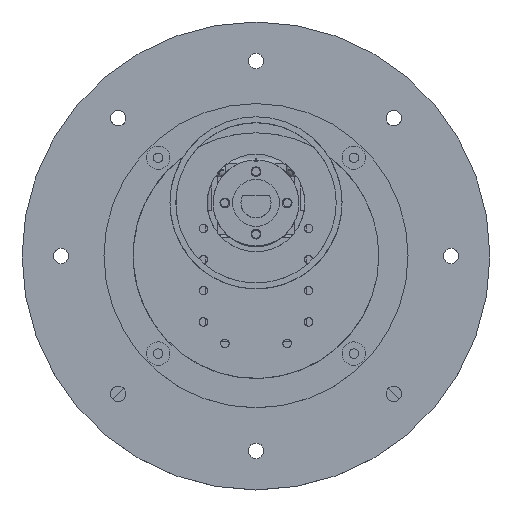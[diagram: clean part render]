
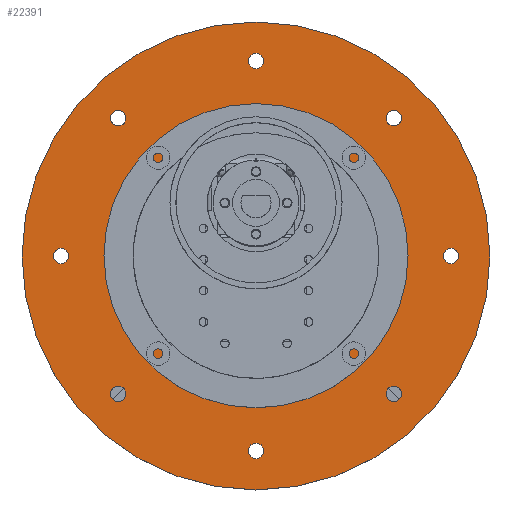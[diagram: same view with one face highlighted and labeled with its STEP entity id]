
A CAD part, top view. The second image highlights one B-rep face of the part: STEP entity #22391.
In plain terms, the highlighted planar face has unit normal (0, 0, 1).
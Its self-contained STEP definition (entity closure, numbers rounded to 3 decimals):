
#305=FACE_BOUND('',#7518,.T.);
#306=FACE_BOUND('',#7519,.T.);
#307=FACE_BOUND('',#7520,.T.);
#308=FACE_BOUND('',#7521,.T.);
#309=FACE_BOUND('',#7522,.T.);
#310=FACE_BOUND('',#7523,.T.);
#311=FACE_BOUND('',#7524,.T.);
#312=FACE_BOUND('',#7525,.T.);
#313=FACE_BOUND('',#7526,.T.);
#477=PLANE('',#23854);
#6265=FACE_OUTER_BOUND('',#7517,.T.);
#7517=EDGE_LOOP('',(#16055));
#7518=EDGE_LOOP('',(#16056,#16057));
#7519=EDGE_LOOP('',(#16058));
#7520=EDGE_LOOP('',(#16059));
#7521=EDGE_LOOP('',(#16060,#16061));
#7522=EDGE_LOOP('',(#16062,#16063));
#7523=EDGE_LOOP('',(#16064,#16065));
#7524=EDGE_LOOP('',(#16066));
#7525=EDGE_LOOP('',(#16067));
#7526=EDGE_LOOP('',(#16068,#16069));
#8820=CIRCLE('',#23645,60.);
#8821=CIRCLE('',#23647,2.);
#8822=CIRCLE('',#23648,2.);
#8832=CIRCLE('',#23662,2.);
#8833=CIRCLE('',#23663,2.);
#8835=CIRCLE('',#23667,2.);
#8836=CIRCLE('',#23668,2.);
#8837=CIRCLE('',#23670,2.);
#8838=CIRCLE('',#23671,2.);
#8873=CIRCLE('',#23715,31.5);
#8874=CIRCLE('',#23716,31.5);
#8943=CIRCLE('',#23845,2.);
#8945=CIRCLE('',#23848,2.);
#8947=CIRCLE('',#23851,2.);
#8948=CIRCLE('',#23853,2.);
#9852=VERTEX_POINT('',#32888);
#9853=VERTEX_POINT('',#32892);
#9854=VERTEX_POINT('',#32893);
#9864=VERTEX_POINT('',#32922);
#9865=VERTEX_POINT('',#32923);
#9866=VERTEX_POINT('',#32931);
#9867=VERTEX_POINT('',#32932);
#9868=VERTEX_POINT('',#32937);
#9869=VERTEX_POINT('',#32938);
#9915=VERTEX_POINT('',#33047);
#9916=VERTEX_POINT('',#33048);
#10009=VERTEX_POINT('',#33393);
#10010=VERTEX_POINT('',#33398);
#10011=VERTEX_POINT('',#33403);
#10012=VERTEX_POINT('',#33407);
#12130=EDGE_CURVE('',#9852,#9852,#8820,.T.);
#12132=EDGE_CURVE('',#9853,#9854,#8821,.T.);
#12134=EDGE_CURVE('',#9854,#9853,#8822,.T.);
#12147=EDGE_CURVE('',#9864,#9865,#8832,.T.);
#12149=EDGE_CURVE('',#9865,#9864,#8833,.T.);
#12152=EDGE_CURVE('',#9866,#9867,#8835,.T.);
#12154=EDGE_CURVE('',#9867,#9866,#8836,.T.);
#12155=EDGE_CURVE('',#9868,#9869,#8837,.T.);
#12157=EDGE_CURVE('',#9869,#9868,#8838,.T.);
#12209=EDGE_CURVE('',#9915,#9916,#8873,.T.);
#12210=EDGE_CURVE('',#9916,#9915,#8874,.T.);
#12362=EDGE_CURVE('',#10009,#10009,#8943,.T.);
#12365=EDGE_CURVE('',#10010,#10010,#8945,.T.);
#12368=EDGE_CURVE('',#10011,#10011,#8947,.T.);
#12370=EDGE_CURVE('',#10012,#10012,#8948,.T.);
#16055=ORIENTED_EDGE('',*,*,#12130,.F.);
#16056=ORIENTED_EDGE('',*,*,#12147,.F.);
#16057=ORIENTED_EDGE('',*,*,#12149,.F.);
#16058=ORIENTED_EDGE('',*,*,#12370,.F.);
#16059=ORIENTED_EDGE('',*,*,#12368,.F.);
#16060=ORIENTED_EDGE('',*,*,#12152,.F.);
#16061=ORIENTED_EDGE('',*,*,#12154,.F.);
#16062=ORIENTED_EDGE('',*,*,#12155,.F.);
#16063=ORIENTED_EDGE('',*,*,#12157,.F.);
#16064=ORIENTED_EDGE('',*,*,#12132,.F.);
#16065=ORIENTED_EDGE('',*,*,#12134,.F.);
#16066=ORIENTED_EDGE('',*,*,#12365,.F.);
#16067=ORIENTED_EDGE('',*,*,#12362,.F.);
#16068=ORIENTED_EDGE('',*,*,#12209,.T.);
#16069=ORIENTED_EDGE('',*,*,#12210,.T.);
#22391=ADVANCED_FACE('',(#6265,#305,#306,#307,#308,#309,#310,#311,#312,
#313),#477,.F.);
#23645=AXIS2_PLACEMENT_3D('',#32889,#26067,#26068);
#23647=AXIS2_PLACEMENT_3D('',#32894,#26072,#26073);
#23648=AXIS2_PLACEMENT_3D('',#32896,#26075,#26076);
#23662=AXIS2_PLACEMENT_3D('',#32924,#26106,#26107);
#23663=AXIS2_PLACEMENT_3D('',#32926,#26109,#26110);
#23667=AXIS2_PLACEMENT_3D('',#32933,#26118,#26119);
#23668=AXIS2_PLACEMENT_3D('',#32935,#26121,#26122);
#23670=AXIS2_PLACEMENT_3D('',#32939,#26125,#26126);
#23671=AXIS2_PLACEMENT_3D('',#32941,#26128,#26129);
#23715=AXIS2_PLACEMENT_3D('',#33049,#26233,#26234);
#23716=AXIS2_PLACEMENT_3D('',#33050,#26235,#26236);
#23845=AXIS2_PLACEMENT_3D('',#33395,#26568,#26569);
#23848=AXIS2_PLACEMENT_3D('',#33400,#26575,#26576);
#23851=AXIS2_PLACEMENT_3D('',#33405,#26582,#26583);
#23853=AXIS2_PLACEMENT_3D('',#33409,#26587,#26588);
#23854=AXIS2_PLACEMENT_3D('',#33410,#26589,#26590);
#26067=DIRECTION('center_axis',(0.,0.,
-1.));
#26068=DIRECTION('ref_axis',(-1.,0.,0.));
#26072=DIRECTION('center_axis',(0.,0.,
1.));
#26073=DIRECTION('ref_axis',(1.,0.,0.));
#26075=DIRECTION('center_axis',(0.,0.,
1.));
#26076=DIRECTION('ref_axis',(1.,0.,0.));
#26106=DIRECTION('center_axis',(0.,0.,
1.));
#26107=DIRECTION('ref_axis',(1.,0.,0.));
#26109=DIRECTION('center_axis',(0.,0.,
1.));
#26110=DIRECTION('ref_axis',(1.,0.,0.));
#26118=DIRECTION('center_axis',(0.,0.,
1.));
#26119=DIRECTION('ref_axis',(1.,0.,0.));
#26121=DIRECTION('center_axis',(0.,0.,
1.));
#26122=DIRECTION('ref_axis',(1.,0.,0.));
#26125=DIRECTION('center_axis',(0.,0.,
1.));
#26126=DIRECTION('ref_axis',(1.,0.,0.));
#26128=DIRECTION('center_axis',(0.,0.,
1.));
#26129=DIRECTION('ref_axis',(1.,0.,0.));
#26233=DIRECTION('center_axis',(0.,0.,
-1.));
#26234=DIRECTION('ref_axis',(1.,0.,0.));
#26235=DIRECTION('center_axis',(0.,0.,
-1.));
#26236=DIRECTION('ref_axis',(1.,0.,0.));
#26568=DIRECTION('center_axis',(0.,0.,
1.));
#26569=DIRECTION('ref_axis',(1.,0.,0.));
#26575=DIRECTION('center_axis',(0.,0.,
1.));
#26576=DIRECTION('ref_axis',(1.,0.,0.));
#26582=DIRECTION('center_axis',(0.,0.,
1.));
#26583=DIRECTION('ref_axis',(1.,0.,0.));
#26587=DIRECTION('center_axis',(0.,0.,
1.));
#26588=DIRECTION('ref_axis',(1.,0.,0.));
#26589=DIRECTION('center_axis',(0.,0.,
-1.));
#26590=DIRECTION('ref_axis',(-1.,0.,0.));
#32888=CARTESIAN_POINT('',(-52.829,6.685,18.399));
#32889=CARTESIAN_POINT('Origin',(7.171,6.685,18.399));
#32892=CARTESIAN_POINT('',(55.171,6.685,18.399));
#32893=CARTESIAN_POINT('',(59.171,6.685,18.399));
#32894=CARTESIAN_POINT('Origin',(57.171,6.685,18.399));
#32896=CARTESIAN_POINT('Origin',(57.171,6.685,18.399));
#32922=CARTESIAN_POINT('',(-44.829,6.685,18.399));
#32923=CARTESIAN_POINT('',(-40.829,6.685,18.399));
#32924=CARTESIAN_POINT('Origin',(-42.829,6.685,18.399));
#32926=CARTESIAN_POINT('Origin',(-42.829,6.685,18.399));
#32931=CARTESIAN_POINT('',(5.171,-43.315,18.399));
#32932=CARTESIAN_POINT('',(9.171,-43.315,18.399));
#32933=CARTESIAN_POINT('Origin',(7.171,-43.315,18.399));
#32935=CARTESIAN_POINT('Origin',(7.171,-43.315,18.399));
#32937=CARTESIAN_POINT('',(5.171,56.685,18.399));
#32938=CARTESIAN_POINT('',(9.171,56.685,18.399));
#32939=CARTESIAN_POINT('Origin',(7.171,56.685,18.399));
#32941=CARTESIAN_POINT('Origin',(7.171,56.685,18.399));
#33047=CARTESIAN_POINT('',(38.671,6.685,18.399));
#33048=CARTESIAN_POINT('',(-24.329,6.685,18.399));
#33049=CARTESIAN_POINT('Origin',(7.171,6.685,18.399));
#33050=CARTESIAN_POINT('Origin',(7.171,6.685,18.399));
#33393=CARTESIAN_POINT('',(40.527,-28.669,18.399));
#33395=CARTESIAN_POINT('Origin',(42.527,-28.669,18.399));
#33398=CARTESIAN_POINT('',(40.525,42.041,18.399));
#33400=CARTESIAN_POINT('Origin',(42.525,42.041,18.399));
#33403=CARTESIAN_POINT('',(-30.185,42.04,18.399));
#33405=CARTESIAN_POINT('Origin',(-28.185,42.04,18.399));
#33407=CARTESIAN_POINT('',(-30.185,-28.669,18.399));
#33409=CARTESIAN_POINT('Origin',(-28.185,-28.669,18.399));
#33410=CARTESIAN_POINT('Origin',(7.171,6.685,18.399));
